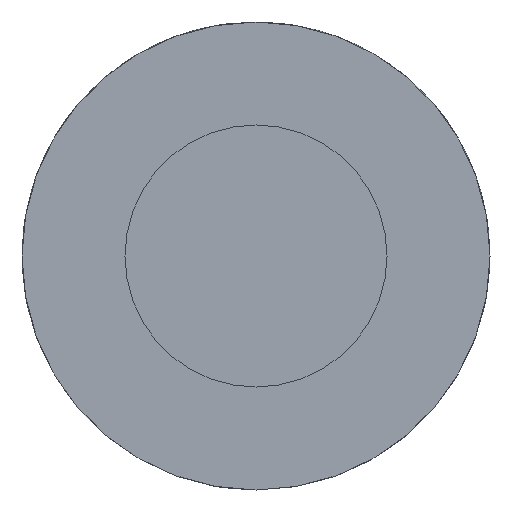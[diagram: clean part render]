
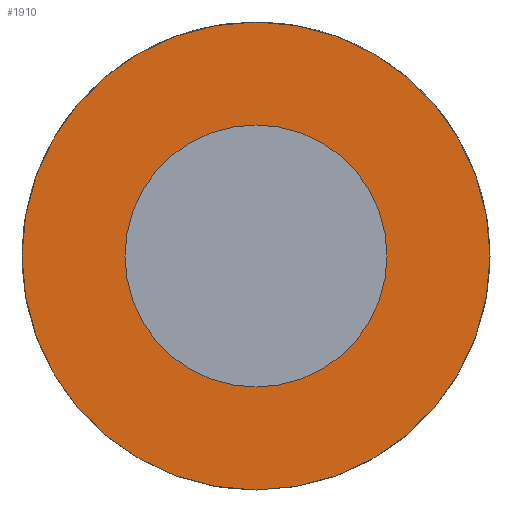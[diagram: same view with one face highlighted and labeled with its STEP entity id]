
A CAD part, left-side view. The second image highlights one B-rep face of the part: STEP entity #1910.
In plain terms, the highlighted face is planar.
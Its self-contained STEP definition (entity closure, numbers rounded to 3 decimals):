
#1106=CARTESIAN_POINT('',(0.,0.,0.));
#1107=DIRECTION('',(0.,0.,-1.));
#1108=DIRECTION('',(-1.,0.,0.));
#1109=AXIS2_PLACEMENT_3D('',#1106,#1107,#1108);
#1114=CARTESIAN_POINT('',(0.,0.,0.));
#1115=DIRECTION('',(0.,0.,1.));
#1116=DIRECTION('',(-1.,0.,0.));
#1117=AXIS2_PLACEMENT_3D('',#1114,#1115,#1116);
#1136=CARTESIAN_POINT('',(0.,0.,0.));
#1137=DIRECTION('',(0.,0.,1.));
#1138=DIRECTION('',(-1.,0.,0.));
#1139=AXIS2_PLACEMENT_3D('',#1136,#1137,#1138);
#1144=CARTESIAN_POINT('',(0.,0.,0.));
#1145=DIRECTION('',(0.,0.,-1.));
#1146=DIRECTION('',(-1.,0.,0.));
#1147=AXIS2_PLACEMENT_3D('',#1144,#1145,#1146);
#1239=CARTESIAN_POINT('',(-25.,0.,0.));
#1241=VERTEX_POINT('',#1239);
#1242=CARTESIAN_POINT('',(-14.,0.,0.));
#1244=VERTEX_POINT('',#1242);
#1247=CARTESIAN_POINT('',(25.,0.,0.));
#1249=VERTEX_POINT('',#1247);
#1250=CARTESIAN_POINT('',(14.,0.,0.));
#1252=VERTEX_POINT('',#1250);
#1895=CARTESIAN_POINT('',(0.,0.,0.));
#1896=DIRECTION('',(0.,0.,-1.));
#1897=DIRECTION('',(1.,0.,0.));
#1898=AXIS2_PLACEMENT_3D('',#1895,#1896,#1897);
#1899=PLANE('',#1898);
#1900=ORIENTED_EDGE('',*,*,#1888,.T.);
#1901=ORIENTED_EDGE('',*,*,#1873,.F.);
#1902=EDGE_LOOP('',(#1900,#1901));
#1903=FACE_OUTER_BOUND('',#1902,.F.);
#1905=ORIENTED_EDGE('',*,*,#1904,.T.);
#1907=ORIENTED_EDGE('',*,*,#1906,.F.);
#1908=EDGE_LOOP('',(#1905,#1907));
#1909=FACE_BOUND('',#1908,.F.);
#1110=CIRCLE('',#1109,25.);
#1118=CIRCLE('',#1117,25.);
#1140=CIRCLE('',#1139,14.);
#1148=CIRCLE('',#1147,14.);
#1873=EDGE_CURVE('',#1241,#1249,#1118,.T.);
#1888=EDGE_CURVE('',#1241,#1249,#1110,.T.);
#1904=EDGE_CURVE('',#1244,#1252,#1140,.T.);
#1906=EDGE_CURVE('',#1244,#1252,#1148,.T.);
#1910=ADVANCED_FACE('',(#1903,#1909),#1899,.F.);
